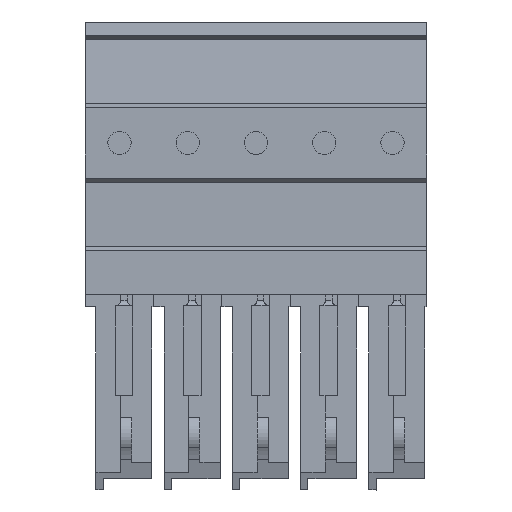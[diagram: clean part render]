
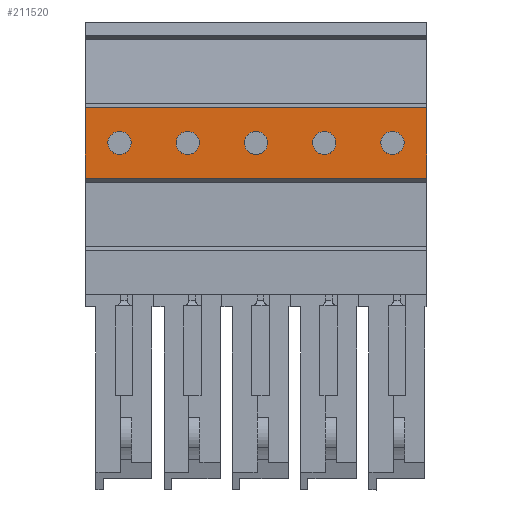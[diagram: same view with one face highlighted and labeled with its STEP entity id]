
A CAD part, front view. The second image highlights one B-rep face of the part: STEP entity #211520.
In plain terms, the highlighted face is planar.
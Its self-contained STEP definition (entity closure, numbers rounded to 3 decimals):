
#920=CARTESIAN_POINT('',(9.446,-6.818,
26.15));
#930=VERTEX_POINT('',#920);
#960=CARTESIAN_POINT('',(9.248,-0.905,
26.15));
#970=DIRECTION('',(0.034,-0.999,
0.));
#980=VECTOR('',#970,1.);
#990=LINE('',#960,#980);
#1000=CARTESIAN_POINT('',(9.66,-13.197,
26.15));
#1010=VERTEX_POINT('',#1000);
#1020=EDGE_CURVE('',#930,#1010,#990,.T.);
#62250=CARTESIAN_POINT('',(9.66,-13.197,
-4.6));
#62260=VERTEX_POINT('',#62250);
#62290=CARTESIAN_POINT('',(9.218,0.,
-4.6));
#62300=DIRECTION('',(-0.034,0.999,
0.));
#62310=VECTOR('',#62300,1.);
#62320=LINE('',#62290,#62310);
#62330=CARTESIAN_POINT('',(9.446,-6.818,
-4.6));
#62340=VERTEX_POINT('',#62330);
#62350=EDGE_CURVE('',#62260,#62340,#62320,.T.);
#81940=CARTESIAN_POINT('',(9.446,-6.818,
24.6));
#81950=DIRECTION('',(0.,0.,1.));
#81960=VECTOR('',#81950,1.);
#81970=LINE('',#81940,#81960);
#81980=EDGE_CURVE('',#62340,#930,#81970,.T.);
#210480=CARTESIAN_POINT('',(9.66,-13.197,
24.6));
#210490=DIRECTION('',(0.,0.,1.));
#210500=VECTOR('',#210490,1.);
#210510=LINE('',#210480,#210500);
#210520=EDGE_CURVE('',#62260,#1010,#210510,.T.);
#210660=CARTESIAN_POINT('',(9.454,-7.049,
26.15));
#210670=DIRECTION('',(-0.999,-0.034,
0.));
#210680=DIRECTION('',(-0.034,0.999,
0.));
#210690=AXIS2_PLACEMENT_3D('',#210660,#210670,#210680);
#210700=PLANE('',#210690);
#210710=CARTESIAN_POINT('',(9.553,-10.,
23.075));
#210720=DIRECTION('',(0.999,0.034,
0.));
#210730=DIRECTION('',(0.,0.,1.));
#210740=AXIS2_PLACEMENT_3D('',#210710,#210720,#210730);
#210750=CIRCLE('',#210740,1.05);
#210760=CARTESIAN_POINT('',(9.553,-10.,
24.125));
#210770=VERTEX_POINT('',#210760);
#210780=CARTESIAN_POINT('',(9.553,-10.,
22.025));
#210790=VERTEX_POINT('',#210780);
#210800=EDGE_CURVE('',#210770,#210790,#210750,.T.);
#210810=ORIENTED_EDGE('',*,*,#210800,.F.);
#210820=EDGE_CURVE('',#210790,#210770,#210750,.T.);
#210830=ORIENTED_EDGE('',*,*,#210820,.F.);
#210840=EDGE_LOOP('',(#210830,#210810));
#210850=FACE_BOUND('',#210840,.T.);
#210860=ORIENTED_EDGE('',*,*,#1020,.T.);
#210870=ORIENTED_EDGE('',*,*,#81980,.T.);
#210880=ORIENTED_EDGE('',*,*,#62350,.T.);
#210890=ORIENTED_EDGE('',*,*,#210520,.F.);
#210900=EDGE_LOOP('',(#210890,#210880,#210870,#210860));
#210910=FACE_OUTER_BOUND('',#210900,.T.);
#210920=CARTESIAN_POINT('',(9.553,-10.,
16.925));
#210930=DIRECTION('',(0.999,0.034,
0.));
#210940=DIRECTION('',(0.,0.,1.));
#210950=AXIS2_PLACEMENT_3D('',#210920,#210930,#210940);
#210960=CIRCLE('',#210950,1.05);
#210970=CARTESIAN_POINT('',(9.553,-10.,
17.975));
#210980=VERTEX_POINT('',#210970);
#210990=CARTESIAN_POINT('',(9.553,-10.,
15.875));
#211000=VERTEX_POINT('',#210990);
#211010=EDGE_CURVE('',#210980,#211000,#210960,.T.);
#211020=ORIENTED_EDGE('',*,*,#211010,.F.);
#211030=EDGE_CURVE('',#211000,#210980,#210960,.T.);
#211040=ORIENTED_EDGE('',*,*,#211030,.F.);
#211050=EDGE_LOOP('',(#211040,#211020));
#211060=FACE_BOUND('',#211050,.T.);
#211070=CARTESIAN_POINT('',(9.553,-10.,
4.625));
#211080=DIRECTION('',(0.999,0.034,
0.));
#211090=DIRECTION('',(0.,0.,1.));
#211100=AXIS2_PLACEMENT_3D('',#211070,#211080,#211090);
#211110=CIRCLE('',#211100,1.05);
#211120=CARTESIAN_POINT('',(9.553,-10.,
5.675));
#211130=VERTEX_POINT('',#211120);
#211140=CARTESIAN_POINT('',(9.553,-10.,
3.575));
#211150=VERTEX_POINT('',#211140);
#211160=EDGE_CURVE('',#211130,#211150,#211110,.T.);
#211170=ORIENTED_EDGE('',*,*,#211160,.F.);
#211180=EDGE_CURVE('',#211150,#211130,#211110,.T.);
#211190=ORIENTED_EDGE('',*,*,#211180,.F.);
#211200=EDGE_LOOP('',(#211190,#211170));
#211210=FACE_BOUND('',#211200,.T.);
#211220=CARTESIAN_POINT('',(9.553,-10.,
-1.525));
#211230=DIRECTION('',(0.999,0.034,
0.));
#211240=DIRECTION('',(0.,0.,1.));
#211250=AXIS2_PLACEMENT_3D('',#211220,#211230,#211240);
#211260=CIRCLE('',#211250,1.05);
#211270=CARTESIAN_POINT('',(9.553,-10.,
-0.475));
#211280=VERTEX_POINT('',#211270);
#211290=CARTESIAN_POINT('',(9.553,-10.,
-2.575));
#211300=VERTEX_POINT('',#211290);
#211310=EDGE_CURVE('',#211280,#211300,#211260,.T.);
#211320=ORIENTED_EDGE('',*,*,#211310,.F.);
#211330=EDGE_CURVE('',#211300,#211280,#211260,.T.);
#211340=ORIENTED_EDGE('',*,*,#211330,.F.);
#211350=EDGE_LOOP('',(#211340,#211320));
#211360=FACE_BOUND('',#211350,.T.);
#211370=CARTESIAN_POINT('',(9.553,-10.,
10.775));
#211380=DIRECTION('',(0.999,0.034,
0.));
#211390=DIRECTION('',(0.,0.,1.));
#211400=AXIS2_PLACEMENT_3D('',#211370,#211380,#211390);
#211410=CIRCLE('',#211400,1.05);
#211420=CARTESIAN_POINT('',(9.553,-10.,
11.825));
#211430=VERTEX_POINT('',#211420);
#211440=CARTESIAN_POINT('',(9.553,-10.,
9.725));
#211450=VERTEX_POINT('',#211440);
#211460=EDGE_CURVE('',#211430,#211450,#211410,.T.);
#211470=ORIENTED_EDGE('',*,*,#211460,.F.);
#211480=EDGE_CURVE('',#211450,#211430,#211410,.T.);
#211490=ORIENTED_EDGE('',*,*,#211480,.F.);
#211500=EDGE_LOOP('',(#211490,#211470));
#211510=FACE_BOUND('',#211500,.T.);
#211520=ADVANCED_FACE('',(#210850,#210910,#211060,#211210,#211360,
#211510),#210700,.F.);
